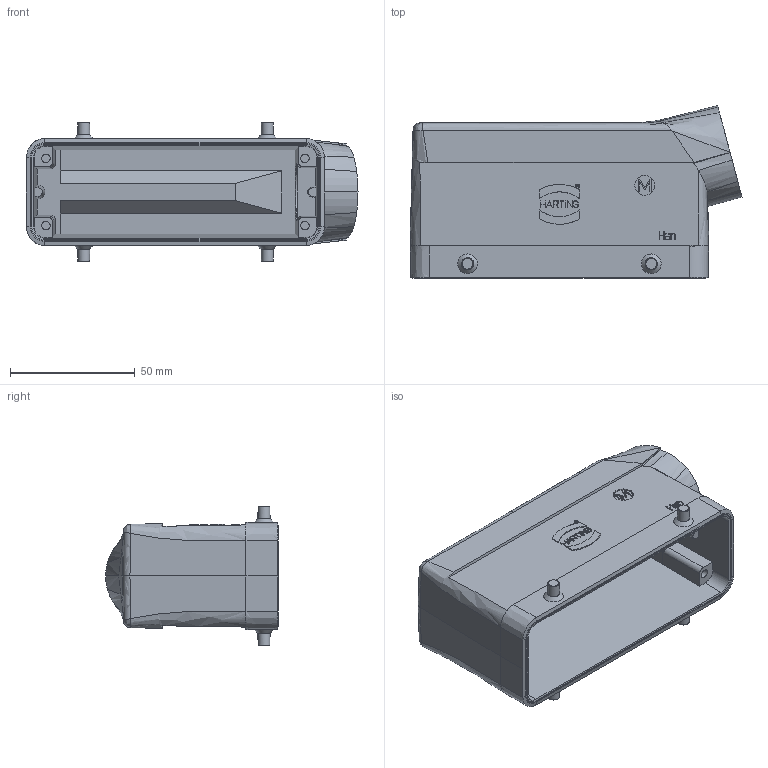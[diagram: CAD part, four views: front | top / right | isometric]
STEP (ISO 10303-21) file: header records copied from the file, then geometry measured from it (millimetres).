
FILE_DESCRIPTION(( 'HARTING HARTING HARTING HARTING HARTING HARTING HARTING HARTING HARTING', 'This Document is valid for Parts No. 19 34 010 0521'),'2;1');
FILE_NAME('MD_19340100521_R30167.stp', '2005-03-08T11:06:41',('ITIS-3'),('HARTING KGaA, D-32339 Espelkamp'), 'I-DEAS Master Series 9','HP-UNIX','Yes');
FILE_SCHEMA(('AUTOMOTIVE_DESIGN { 1 0 10303 214 1 1 1 1 }'));
Length unit declared in the file: millimetre
Products named in the file (1): Han 10HvE-gs-M25
Bounding box: 133.29 x 69.34 x 56 mm (x, y, z)
Volume: 87262.6 mm3; surface area: 49429.8 mm2
Topology: 1 solids, 1 shells, 350 faces, 880 edges, 560 vertices
Faces by surface type: bspline 350
Entity records: 11546 total; most frequent: CARTESIAN_POINT 5821, ORIENTED_EDGE 1756, EDGE_CURVE 878, VERTEX_POINT 560, B_SPLINE_CURVE_WITH_KNOTS 382, EDGE_LOOP 382, QUASI_UNIFORM_CURVE 371, OVER_RIDING_STYLED_ITEM 362
